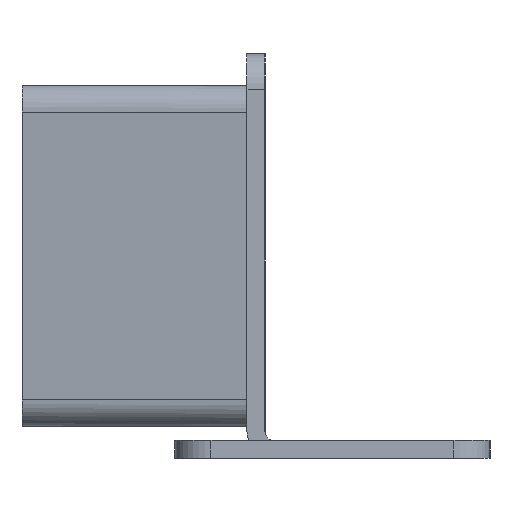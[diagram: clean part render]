
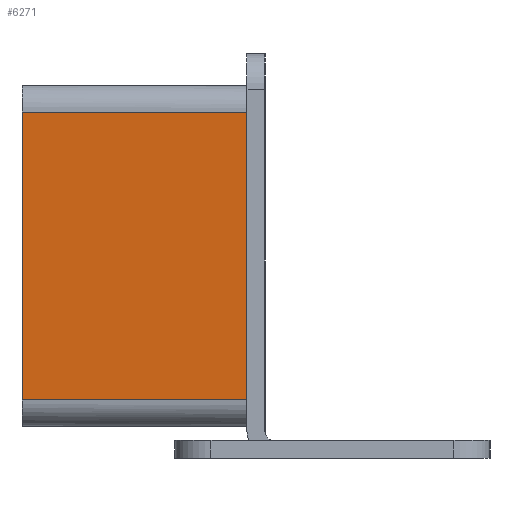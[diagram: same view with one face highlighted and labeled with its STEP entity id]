
A CAD part, front view. The second image highlights one B-rep face of the part: STEP entity #6271.
In plain terms, the highlighted face is planar.
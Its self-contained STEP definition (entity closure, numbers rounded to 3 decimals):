
#2742=DIRECTION('',(0.,1.,0.));
#2743=VECTOR('',#2742,32.);
#2744=CARTESIAN_POINT('',(2.187,3.,25.));
#2745=LINE('',#2744,#2743);
#3198=DIRECTION('',(-0.087,0.,-0.996));
#3199=VECTOR('',#3198,25.095);
#3200=CARTESIAN_POINT('',(2.187,35.,25.));
#3201=LINE('',#3200,#3199);
#3223=DIRECTION('',(0.087,0.,0.996));
#3224=VECTOR('',#3223,25.095);
#3225=CARTESIAN_POINT('',(0.,3.,
0.));
#3226=LINE('',#3225,#3224);
#3230=CARTESIAN_POINT('',(2.187,3.,25.));
#3299=DIRECTION('',(0.,-1.,0.));
#3300=VECTOR('',#3299,32.);
#3301=CARTESIAN_POINT('',(0.,35.,0.));
#3302=LINE('',#3301,#3300);
#5216=VERTEX_POINT('',#3230);
#5217=CARTESIAN_POINT('',(2.187,35.,25.));
#5218=VERTEX_POINT('',#5217);
#5356=CARTESIAN_POINT('',(0.,35.,0.));
#5357=VERTEX_POINT('',#5356);
#5358=CARTESIAN_POINT('',(0.,3.,
0.));
#5359=VERTEX_POINT('',#5358);
#6258=CARTESIAN_POINT('',(0.,19.,0.));
#6259=DIRECTION('',(-0.996,0.,0.087));
#6260=DIRECTION('',(0.087,0.,0.996));
#6261=AXIS2_PLACEMENT_3D('',#6258,#6259,#6260);
#6262=PLANE('',#6261);
#6263=ORIENTED_EDGE('',*,*,#5920,.F.);
#6265=ORIENTED_EDGE('',*,*,#6264,.F.);
#6267=ORIENTED_EDGE('',*,*,#6266,.F.);
#6268=ORIENTED_EDGE('',*,*,#6249,.F.);
#6269=EDGE_LOOP('',(#6263,#6265,#6267,#6268));
#6270=FACE_OUTER_BOUND('',#6269,.F.);
#5920=EDGE_CURVE('',#5216,#5218,#2745,.T.);
#6249=EDGE_CURVE('',#5218,#5357,#3201,.T.);
#6264=EDGE_CURVE('',#5359,#5216,#3226,.T.);
#6266=EDGE_CURVE('',#5357,#5359,#3302,.T.);
#6271=ADVANCED_FACE('',(#6270),#6262,.T.);
